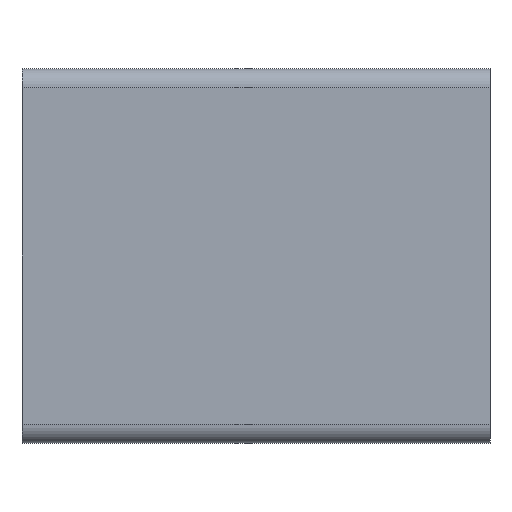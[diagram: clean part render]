
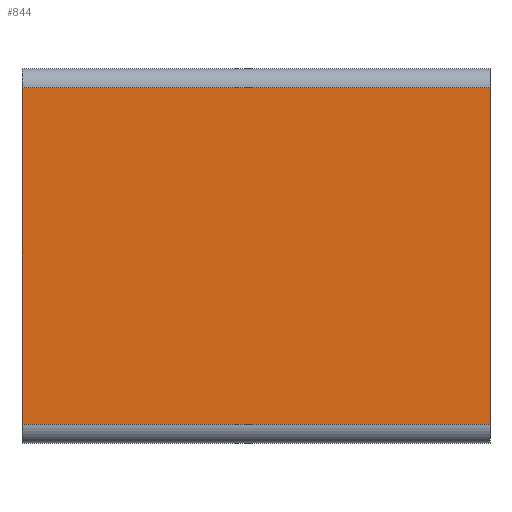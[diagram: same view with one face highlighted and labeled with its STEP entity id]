
A CAD part, left-side view. The second image highlights one B-rep face of the part: STEP entity #844.
In plain terms, the highlighted planar face has unit normal (-1, 0, 0).
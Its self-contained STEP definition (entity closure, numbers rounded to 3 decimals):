
#844 = ADVANCED_FACE( '', ( #1778 ), #1779, .T. );
#1778 = FACE_OUTER_BOUND( '', #2769, .T. );
#1779 = PLANE( '', #2770 );
#2769 = EDGE_LOOP( '', ( #5595, #5596, #5597, #5598 ) );
#2770 = AXIS2_PLACEMENT_3D( '', #5599, #5600, #5601 );
#5595 = ORIENTED_EDGE( '', *, *, #6796, .F. );
#5596 = ORIENTED_EDGE( '', *, *, #6696, .F. );
#5597 = ORIENTED_EDGE( '', *, *, #6479, .T. );
#5598 = ORIENTED_EDGE( '', *, *, #6176, .T. );
#5599 = CARTESIAN_POINT( '', ( -40., 100., 36. ) );
#5600 = DIRECTION( '', ( -1., 0., 0. ) );
#5601 = DIRECTION( '', ( 0., 0., 1. ) );
#6176 = EDGE_CURVE( '', #7474, #7471, #7475, .T. );
#6479 = EDGE_CURVE( '', #8032, #7474, #8033, .T. );
#6696 = EDGE_CURVE( '', #8032, #8389, #8392, .T. );
#6796 = EDGE_CURVE( '', #8389, #7471, #8564, .T. );
#7471 = VERTEX_POINT( '', #9390 );
#7474 = VERTEX_POINT( '', #9393 );
#7475 = LINE( '', #9394, #9395 );
#8032 = VERTEX_POINT( '', #10101 );
#8033 = LINE( '', #10102, #10103 );
#8389 = VERTEX_POINT( '', #10576 );
#8392 = LINE( '', #10580, #10581 );
#8564 = LINE( '', #10800, #10801 );
#9390 = CARTESIAN_POINT( '', ( -40., 0., -36. ) );
#9393 = CARTESIAN_POINT( '', ( -40., 100., -36. ) );
#9394 = CARTESIAN_POINT( '', ( -40., 100., -36. ) );
#9395 = VECTOR( '', #11846, 1000. );
#10101 = CARTESIAN_POINT( '', ( -40., 100., 36. ) );
#10102 = CARTESIAN_POINT( '', ( -40., 100., 36. ) );
#10103 = VECTOR( '', #12383, 1000. );
#10576 = CARTESIAN_POINT( '', ( -40., 0., 36. ) );
#10580 = CARTESIAN_POINT( '', ( -40., 100., 36. ) );
#10581 = VECTOR( '', #12697, 1000. );
#10800 = CARTESIAN_POINT( '', ( -40., 0., 36. ) );
#10801 = VECTOR( '', #12880, 1000. );
#11846 = DIRECTION( '', ( 0., -1., 0. ) );
#12383 = DIRECTION( '', ( 0., 0., -1. ) );
#12697 = DIRECTION( '', ( 0., -1., 0. ) );
#12880 = DIRECTION( '', ( 0., 0., -1. ) );
